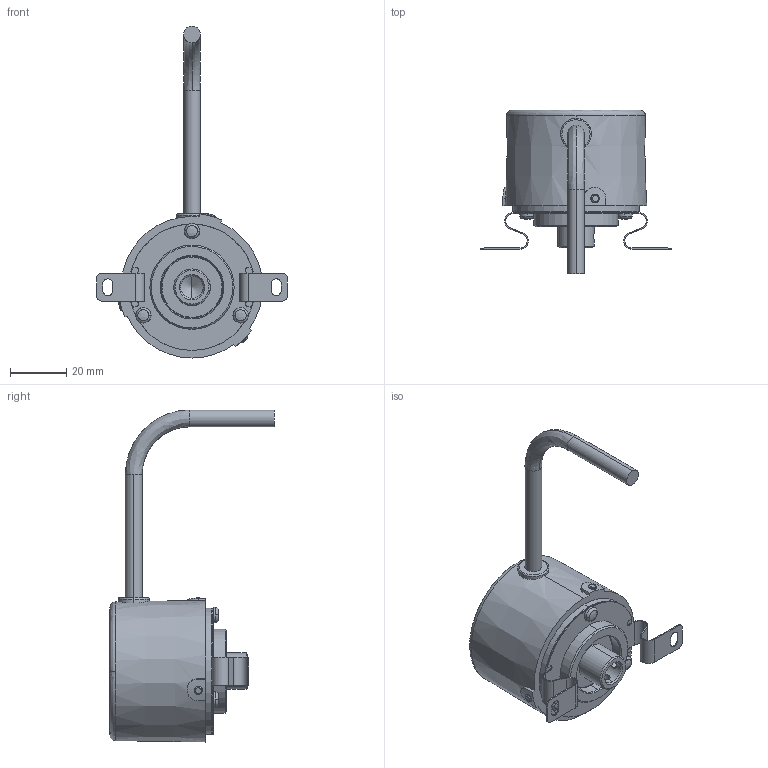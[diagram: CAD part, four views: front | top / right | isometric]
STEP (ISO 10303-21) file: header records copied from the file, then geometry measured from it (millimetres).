
FILE_DESCRIPTION (( 'STEP AP214' ), '1' );
FILE_NAME ('TRD-NH-RZ.STEP', '2016-06-30T14:51:43', ( '' ), ( '' ), 'SwSTEP 2.0', 'SolidWorks 2016', '' );
FILE_SCHEMA (( 'AUTOMOTIVE_DESIGN' ));
Length unit declared in the file: millimetre
Products named in the file (1): TRD-NH-RZ
Bounding box: 68 x 58.5 x 118.2 mm (x, y, z)
Volume: 77338.7 mm3; surface area: 14616 mm2
Topology: 1 solids, 1 shells, 165 faces, 486 edges, 329 vertices
Faces by surface type: cylinder 58, plane 53, cone 31, bspline 23
Entity records: 7861 total; most frequent: CARTESIAN_POINT 3274, ORIENTED_EDGE 968, DIRECTION 840, EDGE_CURVE 484, AXIS2_PLACEMENT_3D 340, VERTEX_POINT 329, CIRCLE 197, EDGE_LOOP 181
